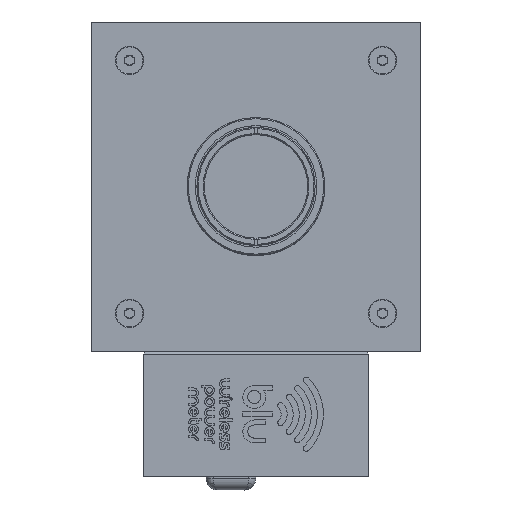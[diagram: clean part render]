
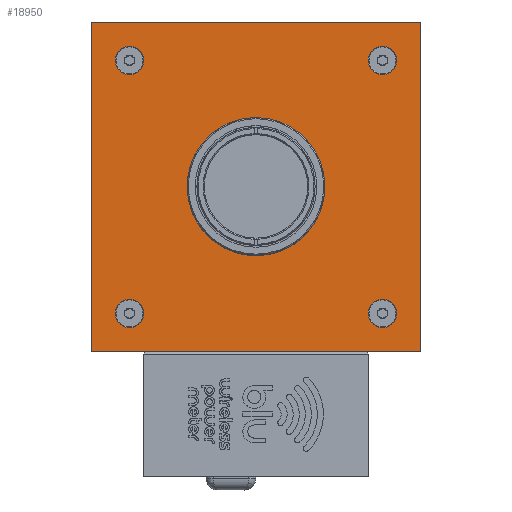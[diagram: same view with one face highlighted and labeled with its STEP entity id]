
A CAD part, top view. The second image highlights one B-rep face of the part: STEP entity #18950.
In plain terms, the highlighted planar face has unit normal (0, 0, 1).
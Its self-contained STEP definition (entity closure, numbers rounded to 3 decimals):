
#160 = CARTESIAN_POINT ( 'NONE',  ( -43.566, -7.547, 59.991 ) ) ;
#761 = DIRECTION ( 'NONE',  ( 1., 0., 0. ) ) ;
#1060 = CARTESIAN_POINT ( 'NONE',  ( 1.671, 26.294, 59.991 ) ) ;
#1981 = EDGE_LOOP ( 'NONE', ( #66396, #30386 ) ) ;
#2207 = CARTESIAN_POINT ( 'NONE',  ( -48.916, -16.047, 59.991 ) ) ;
#2721 = CARTESIAN_POINT ( 'NONE',  ( 18.734, -7.547, 59.991 ) ) ;
#3226 = DIRECTION ( 'NONE',  ( 1., 0., 0. ) ) ;
#4396 = DIRECTION ( 'NONE',  ( 1., 0., 0. ) ) ;
#5320 = AXIS2_PLACEMENT_3D ( 'NONE', #28028, #6028, #62289 ) ;
#5632 = EDGE_LOOP ( 'NONE', ( #9579, #26872, #41503, #62368 ) ) ;
#5709 = DIRECTION ( 'NONE',  ( 0., 0., 1. ) ) ;
#6028 = DIRECTION ( 'NONE',  ( 0., 0., 1. ) ) ;
#7179 = DIRECTION ( 'NONE',  ( 1., 0., 0. ) ) ;
#7689 = DIRECTION ( 'NONE',  ( 0., 0., 1. ) ) ;
#8370 = VERTEX_POINT ( 'NONE', #31115 ) ;
#8666 = EDGE_CURVE ( 'NONE', #8980, #20921, #58152, .T. ) ;
#8732 = LINE ( 'NONE', #67734, #58596 ) ;
#8980 = VERTEX_POINT ( 'NONE', #2721 ) ;
#9038 = LINE ( 'NONE', #13285, #66865 ) ;
#9398 = FACE_BOUND ( 'NONE', #48970, .T. ) ;
#9579 = ORIENTED_EDGE ( 'NONE', *, *, #35396, .T. ) ;
#10826 = CARTESIAN_POINT ( 'NONE',  ( -37.266, -7.547, 59.991 ) ) ;
#10921 = ORIENTED_EDGE ( 'NONE', *, *, #24164, .F. ) ;
#11392 = VERTEX_POINT ( 'NONE', #1060 ) ;
#11704 = AXIS2_PLACEMENT_3D ( 'NONE', #50378, #28301, #61608 ) ;
#12603 = EDGE_CURVE ( 'NONE', #20921, #8980, #19190, .T. ) ;
#13285 = CARTESIAN_POINT ( 'NONE',  ( -48.916, -16.047, 59.991 ) ) ;
#13655 = DIRECTION ( 'NONE',  ( 1., 0., 0. ) ) ;
#14001 = CARTESIAN_POINT ( 'NONE',  ( 12.434, 48.453, 59.991 ) ) ;
#14029 = DIRECTION ( 'NONE',  ( 0., 0., 1. ) ) ;
#14509 = VERTEX_POINT ( 'NONE', #36299 ) ;
#15106 = VERTEX_POINT ( 'NONE', #14001 ) ;
#15168 = VERTEX_POINT ( 'NONE', #70737 ) ;
#15394 = VERTEX_POINT ( 'NONE', #34007 ) ;
#16485 = CARTESIAN_POINT ( 'NONE',  ( 12.434, -7.547, 59.991 ) ) ;
#16930 = DIRECTION ( 'NONE',  ( 1., 0., 0. ) ) ;
#17042 = VERTEX_POINT ( 'NONE', #63020 ) ;
#17346 = VERTEX_POINT ( 'NONE', #10826 ) ;
#17547 = DIRECTION ( 'NONE',  ( 0., 1., 0. ) ) ;
#17882 = EDGE_CURVE ( 'NONE', #15168, #63949, #41276, .T. ) ;
#18904 = VERTEX_POINT ( 'NONE', #2207 ) ;
#18950 = ADVANCED_FACE ( 'NONE', ( #9398, #36535, #65440, #29529, #53223, #68929 ), #69189, .T. ) ;
#19190 = CIRCLE ( 'NONE', #52125, 3.15 ) ;
#20921 = VERTEX_POINT ( 'NONE', #16485 ) ;
#22414 = CARTESIAN_POINT ( 'NONE',  ( -48.916, 56.953, 59.991 ) ) ;
#22490 = CARTESIAN_POINT ( 'NONE',  ( 15.584, -7.547, 59.991 ) ) ;
#22775 = DIRECTION ( 'NONE',  ( 0., -1., 0. ) ) ;
#22874 = AXIS2_PLACEMENT_3D ( 'NONE', #40824, #29077, #761 ) ;
#23475 = EDGE_LOOP ( 'NONE', ( #26409, #40117 ) ) ;
#24164 = EDGE_CURVE ( 'NONE', #17346, #53245, #65529, .T. ) ;
#24294 = AXIS2_PLACEMENT_3D ( 'NONE', #66862, #44793, #16930 ) ;
#26409 = ORIENTED_EDGE ( 'NONE', *, *, #8666, .F. ) ;
#26872 = ORIENTED_EDGE ( 'NONE', *, *, #66175, .T. ) ;
#27757 = AXIS2_PLACEMENT_3D ( 'NONE', #64943, #14029, #47573 ) ;
#28028 = CARTESIAN_POINT ( 'NONE',  ( -12.416, 20.453, 59.991 ) ) ;
#28128 = CIRCLE ( 'NONE', #24294, 3.15 ) ;
#28301 = DIRECTION ( 'NONE',  ( 0., 0., 1. ) ) ;
#28733 = CARTESIAN_POINT ( 'NONE',  ( -48.916, 56.953, 59.991 ) ) ;
#29077 = DIRECTION ( 'NONE',  ( 0., 0., 1. ) ) ;
#29086 = ORIENTED_EDGE ( 'NONE', *, *, #35935, .F. ) ;
#29529 = FACE_BOUND ( 'NONE', #49092, .T. ) ;
#29812 = CARTESIAN_POINT ( 'NONE',  ( -48.916, -16.047, 59.991 ) ) ;
#30042 = DIRECTION ( 'NONE',  ( 0., 0., 1. ) ) ;
#30386 = ORIENTED_EDGE ( 'NONE', *, *, #60655, .F. ) ;
#30516 = ORIENTED_EDGE ( 'NONE', *, *, #31039, .F. ) ;
#30726 = VECTOR ( 'NONE', #66584, 1000. ) ;
#31039 = EDGE_CURVE ( 'NONE', #8370, #11392, #60030, .T. ) ;
#31115 = CARTESIAN_POINT ( 'NONE',  ( -26.503, 14.611, 59.991 ) ) ;
#31228 = EDGE_CURVE ( 'NONE', #15106, #17042, #64314, .T. ) ;
#34007 = CARTESIAN_POINT ( 'NONE',  ( -37.266, 48.453, 59.991 ) ) ;
#34251 = DIRECTION ( 'NONE',  ( 1., 0., 0. ) ) ;
#35011 = CIRCLE ( 'NONE', #48395, 15.25 ) ;
#35064 = DIRECTION ( 'NONE',  ( 1., 0., 0. ) ) ;
#35396 = EDGE_CURVE ( 'NONE', #63949, #18904, #41818, .T. ) ;
#35935 = EDGE_CURVE ( 'NONE', #17042, #15106, #49714, .T. ) ;
#36299 = CARTESIAN_POINT ( 'NONE',  ( -43.566, 48.453, 59.991 ) ) ;
#36403 = EDGE_CURVE ( 'NONE', #11392, #8370, #35011, .T. ) ;
#36535 = FACE_BOUND ( 'NONE', #1981, .T. ) ;
#38595 = AXIS2_PLACEMENT_3D ( 'NONE', #22490, #55861, #34251 ) ;
#38959 = DIRECTION ( 'NONE',  ( 1., 0., 0. ) ) ;
#39947 = CARTESIAN_POINT ( 'NONE',  ( -48.916, 56.953, 59.991 ) ) ;
#40117 = ORIENTED_EDGE ( 'NONE', *, *, #12603, .F. ) ;
#40824 = CARTESIAN_POINT ( 'NONE',  ( 15.584, 48.453, 59.991 ) ) ;
#41276 = LINE ( 'NONE', #22414, #30726 ) ;
#41503 = ORIENTED_EDGE ( 'NONE', *, *, #46565, .T. ) ;
#41818 = LINE ( 'NONE', #39947, #55893 ) ;
#44122 = EDGE_LOOP ( 'NONE', ( #29086, #56633 ) ) ;
#44793 = DIRECTION ( 'NONE',  ( 0., 0., 1. ) ) ;
#46565 = EDGE_CURVE ( 'NONE', #69571, #15168, #8732, .T. ) ;
#47256 = CARTESIAN_POINT ( 'NONE',  ( -40.416, 48.453, 59.991 ) ) ;
#47400 = AXIS2_PLACEMENT_3D ( 'NONE', #47256, #59248, #3226 ) ;
#47573 = DIRECTION ( 'NONE',  ( 1., 0., 0. ) ) ;
#48395 = AXIS2_PLACEMENT_3D ( 'NONE', #52492, #7689, #35064 ) ;
#48970 = EDGE_LOOP ( 'NONE', ( #30516, #69051 ) ) ;
#49092 = EDGE_LOOP ( 'NONE', ( #10921, #60566 ) ) ;
#49714 = CIRCLE ( 'NONE', #22874, 3.15 ) ;
#50378 = CARTESIAN_POINT ( 'NONE',  ( -40.416, -7.547, 59.991 ) ) ;
#52125 = AXIS2_PLACEMENT_3D ( 'NONE', #55039, #71880, #4396 ) ;
#52492 = CARTESIAN_POINT ( 'NONE',  ( -12.416, 20.453, 59.991 ) ) ;
#53223 = FACE_BOUND ( 'NONE', #23475, .T. ) ;
#53245 = VERTEX_POINT ( 'NONE', #160 ) ;
#55039 = CARTESIAN_POINT ( 'NONE',  ( 15.584, -7.547, 59.991 ) ) ;
#55861 = DIRECTION ( 'NONE',  ( 0., 0., 1. ) ) ;
#55893 = VECTOR ( 'NONE', #22775, 1000. ) ;
#56633 = ORIENTED_EDGE ( 'NONE', *, *, #31228, .F. ) ;
#57696 = EDGE_CURVE ( 'NONE', #53245, #17346, #28128, .T. ) ;
#58152 = CIRCLE ( 'NONE', #38595, 3.15 ) ;
#58596 = VECTOR ( 'NONE', #17547, 1000. ) ;
#59007 = AXIS2_PLACEMENT_3D ( 'NONE', #66890, #5709, #38959 ) ;
#59248 = DIRECTION ( 'NONE',  ( 0., 0., 1. ) ) ;
#60030 = CIRCLE ( 'NONE', #5320, 15.25 ) ;
#60566 = ORIENTED_EDGE ( 'NONE', *, *, #57696, .F. ) ;
#60655 = EDGE_CURVE ( 'NONE', #14509, #15394, #61899, .T. ) ;
#61608 = DIRECTION ( 'NONE',  ( 1., 0., 0. ) ) ;
#61736 = CARTESIAN_POINT ( 'NONE',  ( 24.084, -16.047, 59.991 ) ) ;
#61899 = CIRCLE ( 'NONE', #59007, 3.15 ) ;
#62099 = CIRCLE ( 'NONE', #47400, 3.15 ) ;
#62289 = DIRECTION ( 'NONE',  ( 1., 0., 0. ) ) ;
#62368 = ORIENTED_EDGE ( 'NONE', *, *, #17882, .T. ) ;
#63020 = CARTESIAN_POINT ( 'NONE',  ( 18.734, 48.453, 59.991 ) ) ;
#63330 = EDGE_CURVE ( 'NONE', #15394, #14509, #62099, .T. ) ;
#63949 = VERTEX_POINT ( 'NONE', #28733 ) ;
#64314 = CIRCLE ( 'NONE', #27757, 3.15 ) ;
#64943 = CARTESIAN_POINT ( 'NONE',  ( 15.584, 48.453, 59.991 ) ) ;
#65440 = FACE_BOUND ( 'NONE', #44122, .T. ) ;
#65529 = CIRCLE ( 'NONE', #11704, 3.15 ) ;
#66175 = EDGE_CURVE ( 'NONE', #18904, #69571, #9038, .T. ) ;
#66396 = ORIENTED_EDGE ( 'NONE', *, *, #63330, .F. ) ;
#66584 = DIRECTION ( 'NONE',  ( -1., 0., 0. ) ) ;
#66862 = CARTESIAN_POINT ( 'NONE',  ( -40.416, -7.547, 59.991 ) ) ;
#66865 = VECTOR ( 'NONE', #7179, 1000. ) ;
#66890 = CARTESIAN_POINT ( 'NONE',  ( -40.416, 48.453, 59.991 ) ) ;
#67560 = AXIS2_PLACEMENT_3D ( 'NONE', #29812, #30042, #13655 ) ;
#67734 = CARTESIAN_POINT ( 'NONE',  ( 24.084, 56.953, 59.991 ) ) ;
#68929 = FACE_OUTER_BOUND ( 'NONE', #5632, .T. ) ;
#69051 = ORIENTED_EDGE ( 'NONE', *, *, #36403, .F. ) ;
#69189 = PLANE ( 'NONE',  #67560 ) ;
#69571 = VERTEX_POINT ( 'NONE', #61736 ) ;
#70737 = CARTESIAN_POINT ( 'NONE',  ( 24.084, 56.953, 59.991 ) ) ;
#71880 = DIRECTION ( 'NONE',  ( 0., 0., 1. ) ) ;
